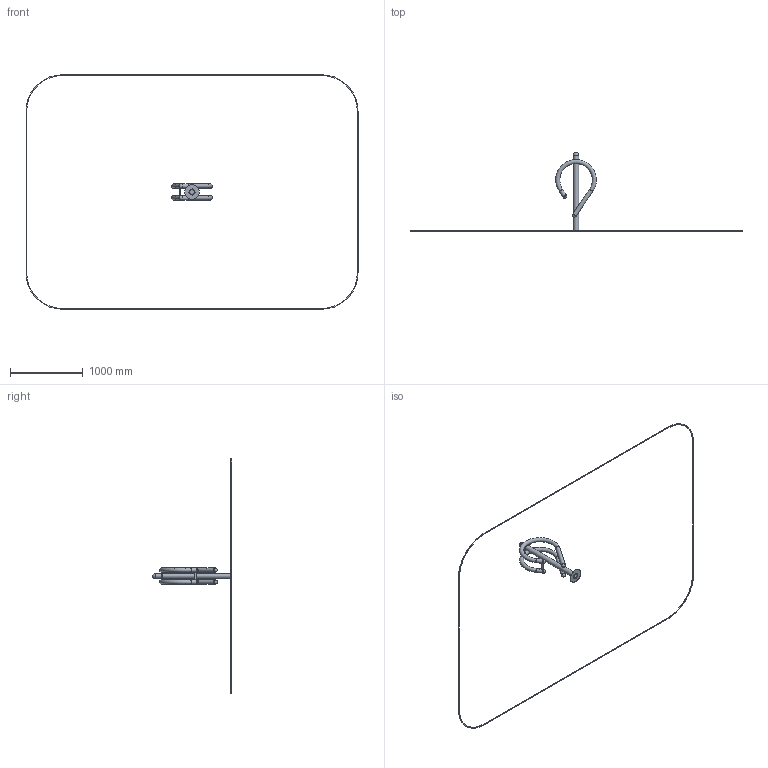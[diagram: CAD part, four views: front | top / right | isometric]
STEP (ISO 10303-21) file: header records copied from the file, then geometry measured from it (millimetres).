
FILE_DESCRIPTION(('STEP AP214'), '1');
FILE_NAME('âåëîïàðêîâêà 2-õ ìåñòíàÿ', '', ('UNSPECIFIED'), ('UNSPECIFIED'), 'C3D Converter', 'C3D Toolkit', '');
FILE_SCHEMA(('AUTOMOTIVE_DESIGN { 1 0 10303 214 3 1 1}'));
Length unit declared in the file: millimetre
Assembly tree (12 placements, depth 2):
  (unnamed)
    (unnamed)
    (unnamed)
    (unnamed)  x2
    (unnamed)
    (unnamed)
    (unnamed)
    (unnamed)  x4
    (unnamed)
Bounding box: 4559.89 x 1088 x 3220 mm (x, y, z)
Volume: 4949836.2 mm3; surface area: 2299649.3 mm2
Topology: 13 solids, 13 shells, 100 faces, 211 edges, 137 vertices
Faces by surface type: plane 51, cylinder 33, cone 6, sphere 5, torus 5
Full cylindrical faces by diameter (mm): 50 x4, 53 x4, 57 x4, 69 x1, 72 x1, 76 x1, 77 x2, 200 x1
Entity records: 3873 total; most frequent: CARTESIAN_POINT 888, DIRECTION 372, ORIENTED_EDGE 318, EDGE_CURVE 159, AXIS2_PLACEMENT_3D 146, VERTEX_POINT 115, EDGE_LOOP 108, COLOUR_RGB 89
